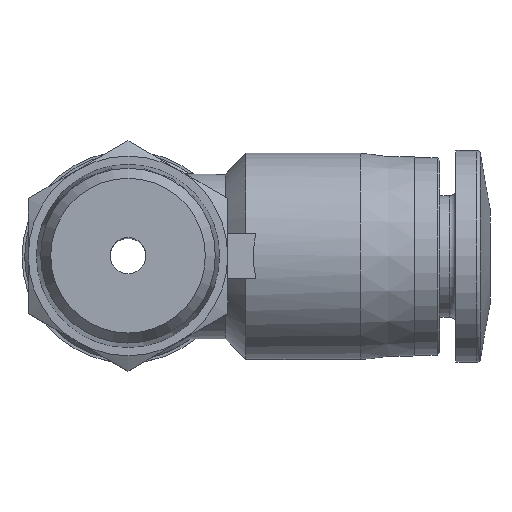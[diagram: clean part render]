
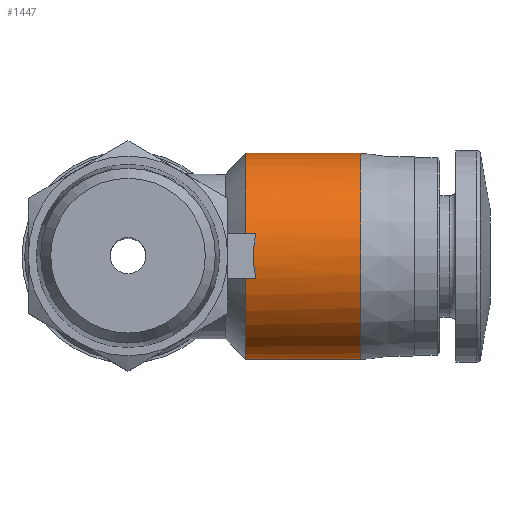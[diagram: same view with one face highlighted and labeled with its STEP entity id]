
A CAD part, top view. The second image highlights one B-rep face of the part: STEP entity #1447.
In plain terms, the highlighted cylindrical face has radius 5.75 mm (diameter 11.5 mm), a full revolution.
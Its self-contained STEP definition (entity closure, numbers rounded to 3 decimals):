
#112=LINE('',#1965,#136);
#117=LINE('',#1980,#141);
#121=LINE('',#2003,#145);
#123=LINE('',#2012,#147);
#136=VECTOR('',#1649,1000.);
#141=VECTOR('',#1656,1000.);
#145=VECTOR('',#1662,1000.);
#147=VECTOR('',#1666,1000.);
#163=ELLIPSE('',#1559,8.132,5.75);
#164=ELLIPSE('',#1561,8.132,5.75);
#361=ORIENTED_EDGE('',*,*,#516,.F.);
#362=ORIENTED_EDGE('',*,*,#511,.T.);
#363=ORIENTED_EDGE('',*,*,#434,.T.);
#364=ORIENTED_EDGE('',*,*,#515,.T.);
#365=ORIENTED_EDGE('',*,*,#440,.T.);
#366=ORIENTED_EDGE('',*,*,#512,.T.);
#367=ORIENTED_EDGE('',*,*,#450,.F.);
#368=ORIENTED_EDGE('',*,*,#517,.T.);
#369=ORIENTED_EDGE('',*,*,#447,.F.);
#434=EDGE_CURVE('',#555,#554,#112,.F.);
#440=EDGE_CURVE('',#560,#559,#117,.T.);
#447=EDGE_CURVE('',#565,#561,#121,.F.);
#450=EDGE_CURVE('',#567,#568,#123,.T.);
#511=EDGE_CURVE('',#565,#555,#163,.F.);
#512=EDGE_CURVE('',#559,#568,#164,.F.);
#515=EDGE_CURVE('',#554,#560,#661,.T.);
#516=EDGE_CURVE('',#608,#608,#662,.T.);
#517=EDGE_CURVE('',#567,#561,#663,.T.);
#554=VERTEX_POINT('',#1964);
#555=VERTEX_POINT('',#1966);
#559=VERTEX_POINT('',#1979);
#560=VERTEX_POINT('',#1981);
#561=VERTEX_POINT('',#1991);
#565=VERTEX_POINT('',#2002);
#567=VERTEX_POINT('',#2011);
#568=VERTEX_POINT('',#2013);
#608=VERTEX_POINT('',#2233);
#661=CIRCLE('',#1567,5.75);
#662=CIRCLE('',#1569,5.75);
#663=CIRCLE('',#1570,5.75);
#749=EDGE_LOOP('',(#361));
#750=EDGE_LOOP('',(#362,#363,#364,#365,#366,#367,#368,#369));
#857=FACE_BOUND('',#749,.T.);
#858=FACE_BOUND('',#750,.T.);
#905=CYLINDRICAL_SURFACE('',#1568,5.75);
#1447=ADVANCED_FACE('',(#857,#858),#905,.T.);
#1559=AXIS2_PLACEMENT_3D('',#2222,#1806,#1807);
#1561=AXIS2_PLACEMENT_3D('',#2224,#1810,#1811);
#1567=AXIS2_PLACEMENT_3D('',#2230,#1822,#1823);
#1568=AXIS2_PLACEMENT_3D('',#2231,#1824,#1825);
#1569=AXIS2_PLACEMENT_3D('',#2232,#1826,#1827);
#1570=AXIS2_PLACEMENT_3D('',#2234,#1828,#1829);
#1649=DIRECTION('',(1.,0.,0.));
#1656=DIRECTION('',(1.,0.,0.));
#1662=DIRECTION('',(1.,0.,0.));
#1666=DIRECTION('',(1.,0.,0.));
#1806=DIRECTION('',(-0.707,0.,0.707));
#1807=DIRECTION('',(0.707,0.,0.707));
#1810=DIRECTION('',(-0.707,0.,-0.707));
#1811=DIRECTION('',(0.707,0.,-0.707));
#1822=DIRECTION('',(1.,0.,0.));
#1823=DIRECTION('',(0.,0.,-1.));
#1824=DIRECTION('',(1.,0.,0.));
#1825=DIRECTION('',(0.,0.,-1.));
#1826=DIRECTION('',(1.,0.,0.));
#1827=DIRECTION('',(0.,0.,-1.));
#1828=DIRECTION('',(1.,0.,0.));
#1829=DIRECTION('',(0.,0.,-1.));
#1964=CARTESIAN_POINT('',(6.55,1.25,-5.612));
#1965=CARTESIAN_POINT('',(20.15,1.25,-5.612));
#1966=CARTESIAN_POINT('',(7.115,1.25,-5.612));
#1979=CARTESIAN_POINT('',(7.115,1.25,5.612));
#1980=CARTESIAN_POINT('',(20.15,1.25,5.612));
#1981=CARTESIAN_POINT('',(6.55,1.25,5.612));
#1991=CARTESIAN_POINT('',(6.55,-1.25,-5.612));
#2002=CARTESIAN_POINT('',(7.115,-1.25,-5.612));
#2003=CARTESIAN_POINT('',(20.15,-1.25,-5.612));
#2011=CARTESIAN_POINT('',(6.55,-1.25,5.612));
#2012=CARTESIAN_POINT('',(20.15,-1.25,5.612));
#2013=CARTESIAN_POINT('',(7.115,-1.25,5.612));
#2222=CARTESIAN_POINT('',(12.728,0.,0.));
#2224=CARTESIAN_POINT('',(12.728,0.,0.));
#2230=CARTESIAN_POINT('',(6.55,0.,0.));
#2231=CARTESIAN_POINT('',(20.15,0.,0.));
#2232=CARTESIAN_POINT('',(12.95,0.,0.));
#2233=CARTESIAN_POINT('',(12.95,0.,-5.75));
#2234=CARTESIAN_POINT('',(6.55,0.,0.));
